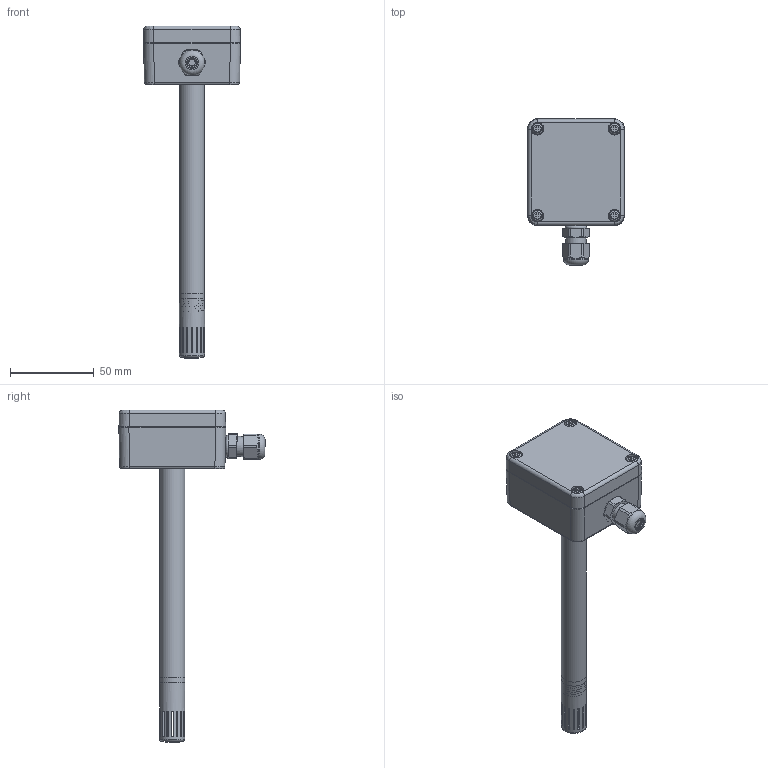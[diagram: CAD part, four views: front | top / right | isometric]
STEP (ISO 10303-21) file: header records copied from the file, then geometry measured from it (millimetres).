
FILE_DESCRIPTION(/* description */ (''),/* implementation_level */ '2;1');
FILE_NAME(/* name */ 'Si-xxxL4xx.step',/* time_stamp */ '2021-07-29T13:53:27+02:00',/* author */ (''),/* organization */ (''),/* preprocessor_version */ 'ST-DEVELOPER v18.1',/* originating_system */ 'Autodesk Translation Framework v10.9.0.1377',/* authorisation */ '');
FILE_SCHEMA (('AUTOMOTIVE_DESIGN { 1 0 10303 214 3 1 1 }'));
Length unit declared in the file: millimetre
Products named in the file (8): Si-xxxL4xx; G201_D; wieko; sruba_M4; Filtr_L4; G1/4_PG7_prostokat; Filtr_SCD4x; M12_dlawnica
Assembly tree (10 placements, depth 3):
  Si-xxxL4xx
    G201_D
      wieko
      sruba_M4  x4
    Filtr_L4
      G1/4_PG7_prostokat
      Filtr_SCD4x
    M12_dlawnica
Bounding box: 57.89 x 87.46 x 198.5 mm (x, y, z)
Volume: 71275.5 mm3; surface area: 51324.4 mm2
Topology: 13 solids, 13 shells, 628 faces, 1623 edges, 1031 vertices
Faces by surface type: plane 295, cylinder 142, cone 94, bspline 58, torus 35, sphere 4
Full cylindrical faces by diameter (mm): 3.242 x6, 3.5 x4, 4 x5, 4.3 x2, 4.4 x2, 4.5 x4, 4.871 x2, 4.9 x4, 5.5 x1, 6.5 x4, 7.5 x4, 8 x2, 8.4 x2, 9.957 x1, 11.08 x4, 11.445 x5, 12 x4, 12.3 x5, 12.526 x5, 14.203 x5, 15 x4
Entity records: 26039 total; most frequent: CARTESIAN_POINT 11919, ORIENTED_EDGE 2942, DIRECTION 2894, EDGE_CURVE 1471, AXIS2_PLACEMENT_3D 1067, VERTEX_POINT 941, LINE 760, VECTOR 760
